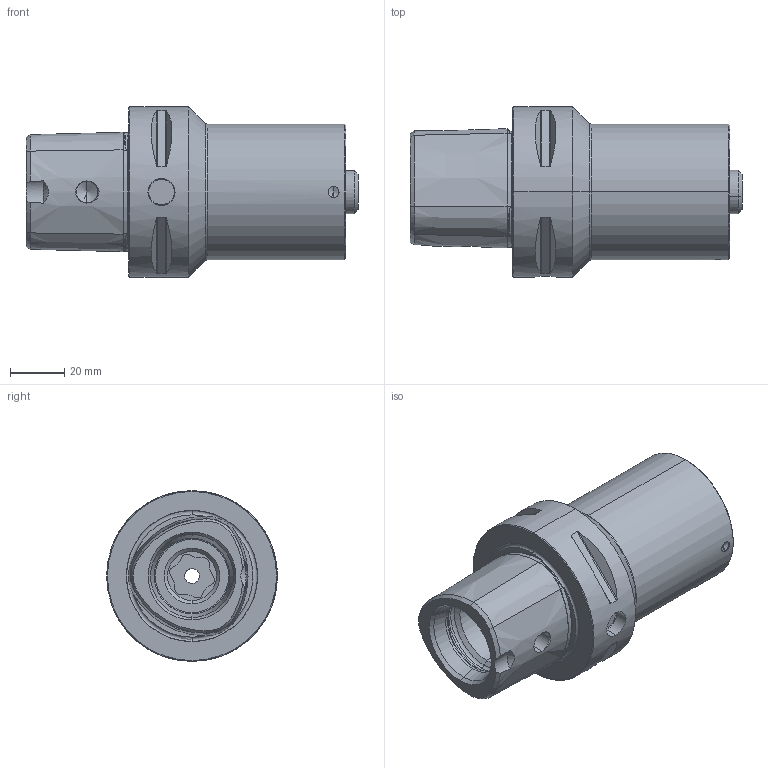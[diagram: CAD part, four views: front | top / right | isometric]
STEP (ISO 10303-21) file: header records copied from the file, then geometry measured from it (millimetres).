
FILE_DESCRIPTION (( 'STEP AP214' ), '1' );
FILE_NAME ('PS6.PS5.K01.080.STEP', '2025-05-13T14:40:16', ( '' ), ( '' ), 'SwSTEP 2.0', 'SolidWorks 2022', '' );
FILE_SCHEMA (( 'AUTOMOTIVE_DESIGN' ));
Length unit declared in the file: millimetre
Products named in the file (4): PS5-ER1.K01.070_A_PreviewCfg; PS6.PS5.K01.080; PS5-ER2.001.017_A; PS6-PS5.K01.080_B
Assembly tree (3 placements, depth 2):
  PS6.PS5.K01.080
    PS6-PS5.K01.080_B
    PS5-ER1.K01.070_A_PreviewCfg
    PS5-ER2.001.017_A
Bounding box: 122.5 x 63 x 63 mm (x, y, z)
Volume: 186541.1 mm3; surface area: 42367.3 mm2
Topology: 3 solids, 3 shells, 236 faces, 542 edges, 318 vertices
Faces by surface type: cone 73, cylinder 71, torus 56, plane 36
Entity records: 7485 total; most frequent: CARTESIAN_POINT 1860, DIRECTION 1241, ORIENTED_EDGE 1076, EDGE_CURVE 538, AXIS2_PLACEMENT_3D 535, VERTEX_POINT 318, CIRCLE 293, EDGE_LOOP 256
